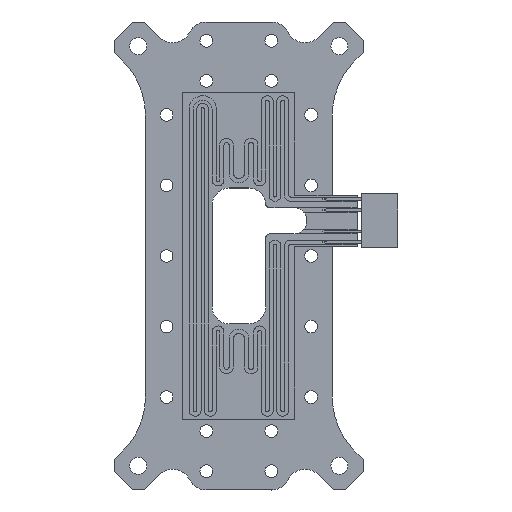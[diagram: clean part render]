
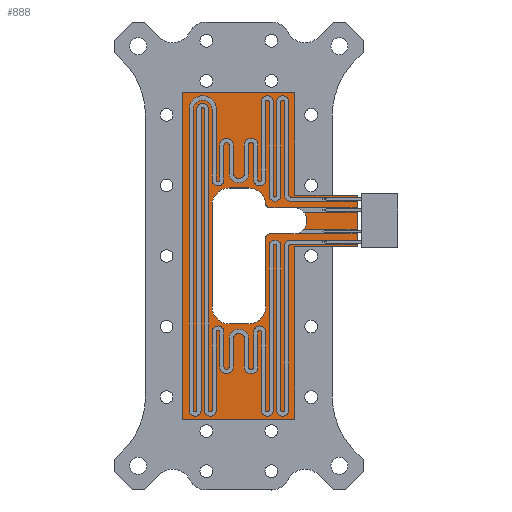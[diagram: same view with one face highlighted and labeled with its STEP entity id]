
A CAD part, top view. The second image highlights one B-rep face of the part: STEP entity #888.
In plain terms, the highlighted planar face has unit normal (0, 0, 1).
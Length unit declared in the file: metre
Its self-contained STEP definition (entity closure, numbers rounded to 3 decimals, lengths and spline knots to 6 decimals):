
#888=ADVANCED_FACE('685:473226',(#1591,#1592),#1593,.T.);
#1591=FACE_BOUND('',#2968,.T.);
#1592=FACE_OUTER_BOUND('',#2969,.T.);
#1593=PLANE('',#2970);
#2968=EDGE_LOOP('',(#4846,#4847,#4848,#4849,#4850,#4851,#4852,#4853,#4854,#4855,#4856,#4857,#4858));
#2969=EDGE_LOOP('',(#4859,#4860,#4861,#4862,#4863,#4864,#4865,#4866));
#2970=AXIS2_PLACEMENT_3D('',#4867,#4868,#4869);
#4846=ORIENTED_EDGE('',*,*,#7276,.T.);
#4847=ORIENTED_EDGE('',*,*,#7277,.T.);
#4848=ORIENTED_EDGE('',*,*,#7278,.T.);
#4849=ORIENTED_EDGE('',*,*,#7279,.T.);
#4850=ORIENTED_EDGE('',*,*,#7280,.T.);
#4851=ORIENTED_EDGE('',*,*,#7281,.T.);
#4852=ORIENTED_EDGE('',*,*,#7282,.T.);
#4853=ORIENTED_EDGE('',*,*,#7283,.T.);
#4854=ORIENTED_EDGE('',*,*,#7284,.T.);
#4855=ORIENTED_EDGE('',*,*,#7285,.T.);
#4856=ORIENTED_EDGE('',*,*,#7286,.T.);
#4857=ORIENTED_EDGE('',*,*,#7287,.T.);
#4858=ORIENTED_EDGE('',*,*,#7288,.T.);
#4859=ORIENTED_EDGE('',*,*,#7289,.T.);
#4860=ORIENTED_EDGE('',*,*,#7290,.T.);
#4861=ORIENTED_EDGE('',*,*,#7291,.T.);
#4862=ORIENTED_EDGE('',*,*,#7292,.T.);
#4863=ORIENTED_EDGE('',*,*,#7293,.T.);
#4864=ORIENTED_EDGE('',*,*,#7294,.T.);
#4865=ORIENTED_EDGE('',*,*,#7295,.T.);
#4866=ORIENTED_EDGE('',*,*,#7296,.F.);
#4867=CARTESIAN_POINT('',(-0.015919,-0.005536,0.019333));
#4868=DIRECTION('',(0.0,0.0,1.0));
#4869=DIRECTION('',(0.,1.0,0.0));
#7276=EDGE_CURVE('685:473481',#9114,#9115,#9116,.T.);
#7277=EDGE_CURVE('685:473484',#9115,#9117,#9118,.F.);
#7278=EDGE_CURVE('685:473487',#9117,#9119,#9120,.F.);
#7279=EDGE_CURVE('685:473490',#9119,#9121,#9122,.F.);
#7280=EDGE_CURVE('685:473493',#9121,#9123,#9124,.F.);
#7281=EDGE_CURVE('685:473496',#9123,#9125,#9126,.F.);
#7282=EDGE_CURVE('685:473499',#9125,#9127,#9128,.F.);
#7283=EDGE_CURVE('685:473502',#9127,#9129,#9130,.F.);
#7284=EDGE_CURVE('685:473505',#9129,#9131,#9132,.F.);
#7285=EDGE_CURVE('685:473508',#9131,#9133,#9134,.F.);
#7286=EDGE_CURVE('685:473511',#9133,#9135,#9136,.F.);
#7287=EDGE_CURVE('685:473514',#9135,#9137,#9138,.F.);
#7288=EDGE_CURVE('685:473517',#9137,#9114,#9139,.F.);
#7289=EDGE_CURVE('685:473520',#9140,#9141,#9142,.T.);
#7290=EDGE_CURVE('685:473523',#9141,#9143,#9144,.F.);
#7291=EDGE_CURVE('685:473526',#9143,#9145,#9146,.T.);
#7292=EDGE_CURVE('685:473529',#9145,#9147,#9148,.T.);
#7293=EDGE_CURVE('685:473532',#9147,#9149,#9150,.T.);
#7294=EDGE_CURVE('685:473535',#9149,#9151,#9152,.T.);
#7295=EDGE_CURVE('685:473538',#9151,#9153,#9154,.T.);
#7296=EDGE_CURVE('685:473541',#9140,#9153,#9155,.F.);
#9114=VERTEX_POINT('',#11113);
#9115=VERTEX_POINT('',#11114);
#9116=CIRCLE('',#11115,0.0031);
#9117=VERTEX_POINT('',#11116);
#9118=LINE('',#11117,#11118);
#9119=VERTEX_POINT('',#11119);
#9120=CIRCLE('',#11120,0.001);
#9121=VERTEX_POINT('',#11121);
#9122=LINE('',#11122,#11123);
#9123=VERTEX_POINT('',#11124);
#9124=CIRCLE('',#11125,0.004);
#9125=VERTEX_POINT('',#11126);
#9126=LINE('',#11127,#11128);
#9127=VERTEX_POINT('',#11129);
#9128=CIRCLE('',#11130,0.004);
#9129=VERTEX_POINT('',#11131);
#9130=LINE('',#11132,#11133);
#9131=VERTEX_POINT('',#11134);
#9132=CIRCLE('',#11135,0.004001);
#9133=VERTEX_POINT('',#11136);
#9134=LINE('',#11137,#11138);
#9135=VERTEX_POINT('',#11139);
#9136=CIRCLE('',#11140,0.004);
#9137=VERTEX_POINT('',#11141);
#9138=CIRCLE('',#11142,0.001);
#9139=LINE('',#11143,#11144);
#9140=VERTEX_POINT('',#11145);
#9141=VERTEX_POINT('',#11146);
#9142=LINE('',#11147,#11148);
#9143=VERTEX_POINT('',#11149);
#9144=LINE('',#11150,#11151);
#9145=VERTEX_POINT('',#11152);
#9146=LINE('',#11153,#11154);
#9147=VERTEX_POINT('',#11155);
#9148=LINE('',#11156,#11157);
#9149=VERTEX_POINT('',#11158);
#9150=LINE('',#11159,#11160);
#9151=VERTEX_POINT('',#11161);
#9152=LINE('',#11162,#11163);
#9153=VERTEX_POINT('',#11164);
#9154=LINE('',#11165,#11166);
#9155=LINE('',#11167,#11168);
#11113=CARTESIAN_POINT('',(0.009313,0.005864,0.019333));
#11114=CARTESIAN_POINT('',(0.009375,-0.000336,0.019333));
#11115=AXIS2_PLACEMENT_3D('',#12999,#13000,#13001);
#11116=CARTESIAN_POINT('',(0.003716,-0.000336,0.019333));
#11117=CARTESIAN_POINT('',(-0.004687,-0.000336,0.019333));
#11118=VECTOR('',#13002,1.0);
#11119=CARTESIAN_POINT('',(0.002716,-0.001336,0.019333));
#11120=AXIS2_PLACEMENT_3D('',#13003,#13004,#13005);
#11121=CARTESIAN_POINT('',(0.002716,-0.017536,0.019333));
#11122=CARTESIAN_POINT('',(0.002716,-0.007486,0.019333));
#11123=VECTOR('',#13006,1.0);
#11124=CARTESIAN_POINT('',(-0.001284,-0.021536,0.019333));
#11125=AXIS2_PLACEMENT_3D('',#13007,#13008,#13009);
#11126=CARTESIAN_POINT('',(-0.00589,-0.021536,0.019333));
#11127=CARTESIAN_POINT('',(-0.009753,-0.021536,0.019333));
#11128=VECTOR('',#13010,1.0);
#11129=CARTESIAN_POINT('',(-0.00989,-0.017536,0.019333));
#11130=AXIS2_PLACEMENT_3D('',#13011,#13012,#13013);
#11131=CARTESIAN_POINT('',(-0.00989,0.006463,0.019333));
#11132=CARTESIAN_POINT('',(-0.00989,-0.005536,0.019333));
#11133=VECTOR('',#13014,1.0);
#11134=CARTESIAN_POINT('',(-0.005889,0.010464,0.019333));
#11135=AXIS2_PLACEMENT_3D('',#13015,#13016,#13017);
#11136=CARTESIAN_POINT('',(-0.001284,0.010464,0.019333));
#11137=CARTESIAN_POINT('',(-0.009753,0.010464,0.019333));
#11138=VECTOR('',#13018,1.0);
#11139=CARTESIAN_POINT('',(0.002703,0.006784,0.019333));
#11140=AXIS2_PLACEMENT_3D('',#13019,#13020,#13021);
#11141=CARTESIAN_POINT('',(0.0037,0.005864,0.019333));
#11142=AXIS2_PLACEMENT_3D('',#13022,#13023,#13024);
#11143=CARTESIAN_POINT('',(-0.004706,0.005864,0.019333));
#11144=VECTOR('',#13025,1.0);
#11145=CARTESIAN_POINT('',(0.024232,0.008764,0.019333));
#11146=CARTESIAN_POINT('',(0.009613,0.008764,0.019333));
#11147=CARTESIAN_POINT('',(0.024232,0.008764,0.019333));
#11148=VECTOR('',#13026,1.0);
#11149=CARTESIAN_POINT('',(0.009613,0.032865,0.019333));
#11150=CARTESIAN_POINT('',(0.009613,0.007639,0.019333));
#11151=VECTOR('',#13027,1.0);
#11152=CARTESIAN_POINT('',(-0.016787,0.032865,0.019333));
#11153=CARTESIAN_POINT('',(-0.009753,0.032865,0.019333));
#11154=VECTOR('',#13028,1.0);
#11155=CARTESIAN_POINT('',(-0.016787,-0.043937,0.019333));
#11156=CARTESIAN_POINT('',(-0.016787,-0.005536,0.019333));
#11157=VECTOR('',#13029,1.0);
#11158=CARTESIAN_POINT('',(0.009613,-0.043937,0.019333));
#11159=CARTESIAN_POINT('',(-0.009753,-0.043937,0.019333));
#11160=VECTOR('',#13030,1.0);
#11161=CARTESIAN_POINT('',(0.009613,-0.003236,0.019333));
#11162=CARTESIAN_POINT('',(0.009613,-0.014561,0.019333));
#11163=VECTOR('',#13031,1.0);
#11164=CARTESIAN_POINT('',(0.024232,-0.003236,0.019333));
#11165=CARTESIAN_POINT('',(0.002702,-0.003236,0.019333));
#11166=VECTOR('',#13032,1.0);
#11167=CARTESIAN_POINT('',(0.024232,-0.001386,0.019333));
#11168=VECTOR('',#13033,1.0);
#12999=CARTESIAN_POINT('',(0.009313,0.002764,0.019333));
#13000=DIRECTION('',(0.,0.,-1.0));
#13001=DIRECTION('',(0.,1.0,0.0));
#13002=DIRECTION('',(1.0,0.,0.0));
#13003=CARTESIAN_POINT('',(0.003716,-0.001336,0.019333));
#13004=DIRECTION('',(-0.0,0.0,-1.0));
#13005=DIRECTION('',(-1.0,0.,0.0));
#13006=DIRECTION('',(0.,1.0,0.0));
#13007=CARTESIAN_POINT('',(-0.001284,-0.017536,0.019333));
#13008=DIRECTION('',(0.0,0.0,1.0));
#13009=DIRECTION('',(0.,-1.0,0.0));
#13010=DIRECTION('',(1.0,0.,0.0));
#13011=CARTESIAN_POINT('',(-0.00589,-0.017536,0.019333));
#13012=DIRECTION('',(0.0,0.0,1.0));
#13013=DIRECTION('',(0.,-1.0,0.0));
#13014=DIRECTION('',(0.,-1.0,0.0));
#13015=CARTESIAN_POINT('',(-0.005889,0.006463,0.019333));
#13016=DIRECTION('',(0.0,0.0,1.0));
#13017=DIRECTION('',(-1.0,0.,0.0));
#13018=DIRECTION('',(-1.0,0.,0.0));
#13019=CARTESIAN_POINT('',(-0.001284,0.006464,0.019333));
#13020=DIRECTION('',(0.0,-0.0,1.0));
#13021=DIRECTION('',(1.0,0.,0.0));
#13022=CARTESIAN_POINT('',(0.0037,0.006864,0.019333));
#13023=DIRECTION('',(0.0,0.0,-1.0));
#13024=DIRECTION('',(0.,-1.0,0.0));
#13025=DIRECTION('',(-1.0,0.,0.0));
#13026=DIRECTION('',(-1.0,0.,0.));
#13027=DIRECTION('',(0.,-1.0,0.0));
#13028=DIRECTION('',(-1.0,0.,0.0));
#13029=DIRECTION('',(0.,-1.0,0.0));
#13030=DIRECTION('',(1.0,0.,0.0));
#13031=DIRECTION('',(0.,1.0,0.0));
#13032=DIRECTION('',(1.0,0.,0.0));
#13033=DIRECTION('',(0.,1.0,0.0));
